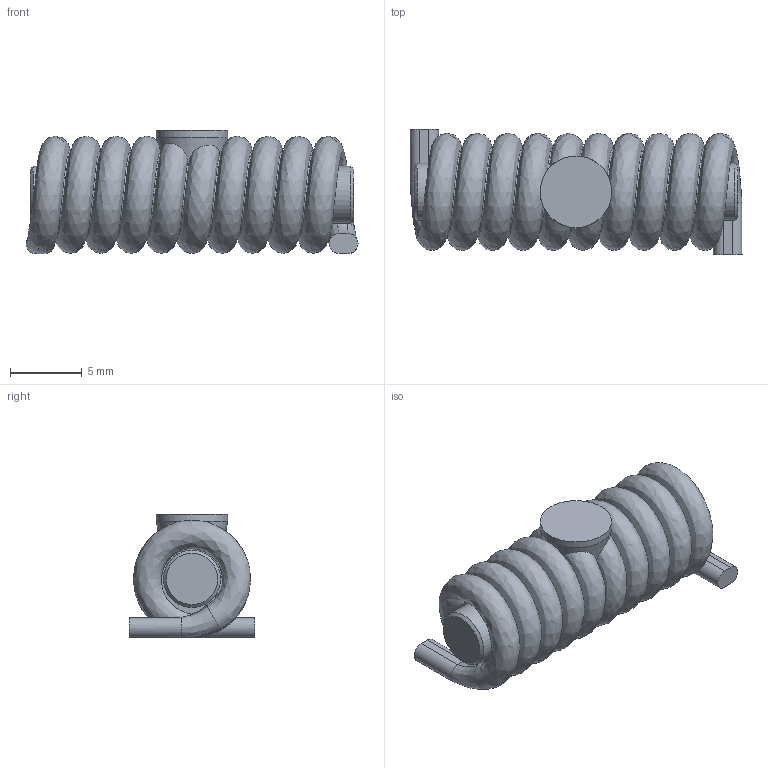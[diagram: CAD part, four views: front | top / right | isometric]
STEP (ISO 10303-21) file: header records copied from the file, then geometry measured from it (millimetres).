
FILE_DESCRIPTION(/* description */ ('Unknown'),/* implementation_level */ '2;1');
FILE_NAME(/* name */ 'L_Wurth_WE-RCIS_7847239015',/* time_stamp */ '2025-06-18T14:25:33+08:00',/* author */ ('Unknown'),/* organization */ ('Unknown'),/* preprocessor_version */ 'ST-DEVELOPER v19.4',/* originating_system */ 'Solid Edge',/* authorisation */ 'Unknown');
FILE_SCHEMA (('AUTOMOTIVE_DESIGN {1 0 10303 214 3 1 1}'));
Length unit declared in the file: millimetre
Products named in the file (2): L_Wurth_WE-RCIS_7847239015
Assembly tree (1 placements, depth 2):
  L_Wurth_WE-RCIS_7847239015
    L_Wurth_WE-RCIS_7847239015
Bounding box: 23.2 x 8.8 x 8.6 mm (x, y, z)
Volume: 1028.8 mm3; surface area: 968.7 mm2
Topology: 1 solids, 1 shells, 36 faces, 83 edges, 51 vertices
Faces by surface type: cylinder 11, plane 11, bspline 11, cone 3
Full cylindrical faces by diameter (mm): 4 x2, 5 x1
Entity records: 3270 total; most frequent: CARTESIAN_POINT 2329, ORIENTED_EDGE 144, DIRECTION 98, EDGE_CURVE 72, VERTEX_POINT 48, EDGE_LOOP 46, FACE_BOUND 46, AXIS2_PLACEMENT_3D 41
